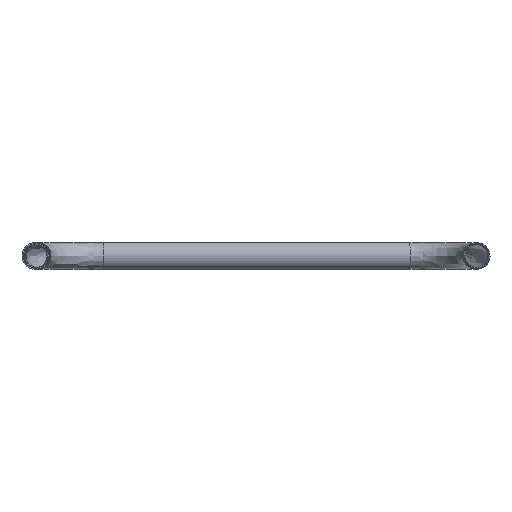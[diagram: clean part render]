
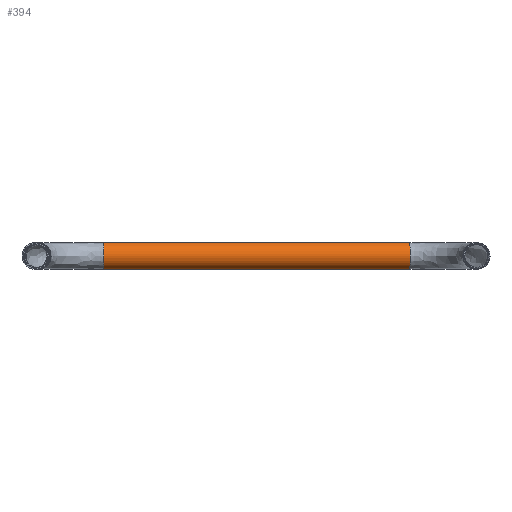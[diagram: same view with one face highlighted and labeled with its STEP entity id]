
A CAD part, left-side view. The second image highlights one B-rep face of the part: STEP entity #394.
In plain terms, the highlighted free-form (B-spline) face has degree [3, 1] with [4, 2] control points.
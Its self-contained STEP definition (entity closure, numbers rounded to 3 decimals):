
#170 = EDGE_CURVE ( 'NONE', #407, #411, #1533, .T. ) ;
#206 = EDGE_CURVE ( 'NONE', #383, #411, #1653, .T. ) ;
#239 = ORIENTED_EDGE ( 'NONE', *, *, #240, .T. ) ;
#240 = EDGE_CURVE ( 'NONE', #380, #383, #1725, .T. ) ;
#241 = ORIENTED_EDGE ( 'NONE', *, *, #206, .T. ) ;
#242 = ORIENTED_EDGE ( 'NONE', *, *, #170, .F. ) ;
#380 = VERTEX_POINT ( 'NONE', #2255 ) ;
#383 = VERTEX_POINT ( 'NONE', #2249 ) ;
#394 = ADVANCED_FACE ( 'NONE', ( #2259 ), #2257, .T. ) ;
#395 = EDGE_LOOP ( 'NONE', ( #396, #239, #241, #242 ) ) ;
#396 = ORIENTED_EDGE ( 'NONE', *, *, #406, .F. ) ;
#406 = EDGE_CURVE ( 'NONE', #380, #407, #2245, .T. ) ;
#407 = VERTEX_POINT ( 'NONE', #2241 ) ;
#411 = VERTEX_POINT ( 'NONE', #2235 ) ;
#1505 = CARTESIAN_POINT ( 'NONE',  ( 750., -848.685, 0. ) ) ;
#1530 = DIRECTION ( 'NONE',  ( 0., 0., -1. ) ) ;
#1531 = DIRECTION ( 'NONE',  ( 0.009, -1., 0. ) ) ;
#1532 = AXIS2_PLACEMENT_3D ( 'NONE', #1505, #1531, #1530 ) ;
#1533 = CIRCLE ( 'NONE', #1532, 30.15 ) ;
#1651 = DIRECTION ( 'NONE',  ( 0., -1., 0. ) ) ;
#1652 = CARTESIAN_POINT ( 'NONE',  ( 750., -155.242, -30.15 ) ) ;
#1653 = LINE ( 'NONE', #1652, #1655 ) ;
#1655 = VECTOR ( 'NONE', #1651, 1000. ) ;
#1722 = DIRECTION ( 'NONE',  ( 0., 0., -1. ) ) ;
#1723 = DIRECTION ( 'NONE',  ( 0.009, -1., 0. ) ) ;
#1724 = AXIS2_PLACEMENT_3D ( 'NONE', #1738, #1723, #1722 ) ;
#1725 = CIRCLE ( 'NONE', #1724, 30.15 ) ;
#1738 = CARTESIAN_POINT ( 'NONE',  ( 750., -155.242, 0. ) ) ;
#2235 = CARTESIAN_POINT ( 'NONE',  ( 750., -848.685, -30.15 ) ) ;
#2241 = CARTESIAN_POINT ( 'NONE',  ( 750., -848.685, 30.15 ) ) ;
#2242 = DIRECTION ( 'NONE',  ( 0., -1., 0. ) ) ;
#2243 = VECTOR ( 'NONE', #2242, 1000. ) ;
#2244 = CARTESIAN_POINT ( 'NONE',  ( 750., -155.242, 30.15 ) ) ;
#2245 = LINE ( 'NONE', #2244, #2243 ) ;
#2249 = CARTESIAN_POINT ( 'NONE',  ( 750., -155.242, -30.15 ) ) ;
#2255 = CARTESIAN_POINT ( 'NONE',  ( 750., -155.242, 30.15 ) ) ;
#2257 =( BOUNDED_SURFACE ( )  B_SPLINE_SURFACE ( 3, 1, ( 
 ( #2284, #2283 ),
 ( #2282, #2281 ),
 ( #2280, #2279 ),
 ( #2278, #2277 ) ),
 .UNSPECIFIED., .F., .F., .F. ) 
 B_SPLINE_SURFACE_WITH_KNOTS ( ( 4, 4 ),
 ( 2, 2 ),
 ( 0., 1. ),
 ( 0., 1. ),
 .UNSPECIFIED. ) 
 GEOMETRIC_REPRESENTATION_ITEM ( )  RATIONAL_B_SPLINE_SURFACE ( (
 ( 1., 1.),
 ( 0.333, 0.333),
 ( 0.333, 0.333),
 ( 1., 1.) ) ) 
 REPRESENTATION_ITEM ( '' )  SURFACE ( )  );
#2259 = FACE_OUTER_BOUND ( 'NONE', #395, .T. ) ;
#2277 = CARTESIAN_POINT ( 'NONE',  ( 750., -848.685, -30.15 ) ) ;
#2278 = CARTESIAN_POINT ( 'NONE',  ( 750., -155.242, -30.15 ) ) ;
#2279 = CARTESIAN_POINT ( 'NONE',  ( 689.702, -849.211, -30.15 ) ) ;
#2280 = CARTESIAN_POINT ( 'NONE',  ( 689.702, -155.768, -30.15 ) ) ;
#2281 = CARTESIAN_POINT ( 'NONE',  ( 689.702, -849.211, 30.15 ) ) ;
#2282 = CARTESIAN_POINT ( 'NONE',  ( 689.702, -155.768, 30.15 ) ) ;
#2283 = CARTESIAN_POINT ( 'NONE',  ( 750., -848.685, 30.15 ) ) ;
#2284 = CARTESIAN_POINT ( 'NONE',  ( 750., -155.242, 30.15 ) ) ;
